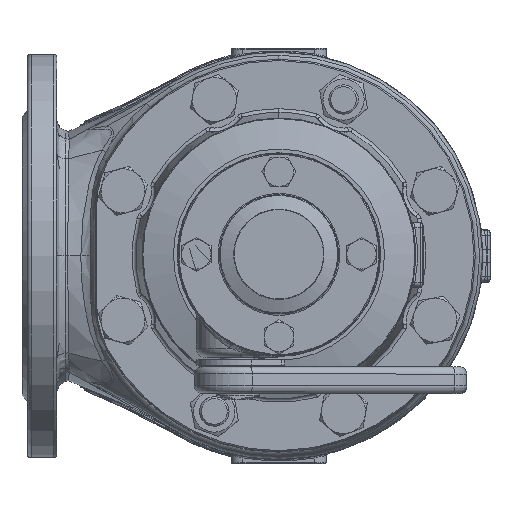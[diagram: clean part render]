
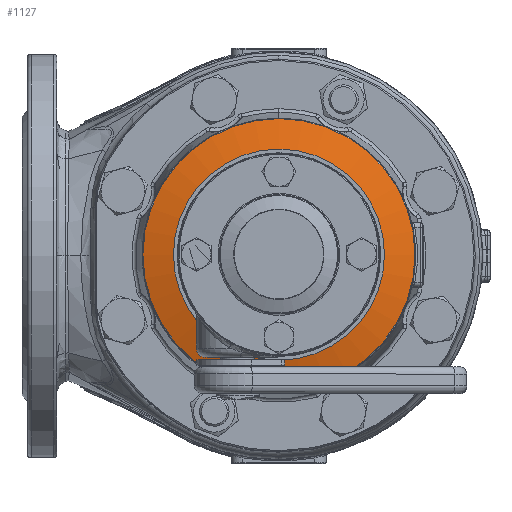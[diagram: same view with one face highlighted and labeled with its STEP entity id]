
A CAD part, top view. The second image highlights one B-rep face of the part: STEP entity #1127.
In plain terms, the highlighted conical face has half-angle 75 degrees and reference radius 57.5 mm.
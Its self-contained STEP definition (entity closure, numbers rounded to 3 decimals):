
#958=CARTESIAN_POINT('',(0.,-74.129,417.781));
#959=VERTEX_POINT('',#958);
#986=CARTESIAN_POINT('',(0.,74.129,417.781));
#987=VERTEX_POINT('',#986);
#988=CARTESIAN_POINT('',(0.,-0.,417.781));
#989=DIRECTION('',(0.,-0.,1.));
#990=DIRECTION('',(-0.,-1.,-0.));
#991=AXIS2_PLACEMENT_3D('',#988,#989,#990);
#992=CIRCLE('',#991,74.129);
#993=EDGE_CURVE('NONE',#987,#959,#992,.T.);
#995=CARTESIAN_POINT('',(0.,-0.,417.781));
#996=DIRECTION('',(0.,-0.,1.));
#997=DIRECTION('',(-0.,-1.,-0.));
#998=AXIS2_PLACEMENT_3D('',#995,#996,#997);
#999=CIRCLE('',#998,74.129);
#1000=EDGE_CURVE('NONE',#959,#987,#999,.T.);
#1093=CARTESIAN_POINT('',(0.,-0.,422.237));
#1094=DIRECTION('',(-0.,0.,-1.));
#1095=DIRECTION('',(0.,1.,0.));
#1096=AXIS2_PLACEMENT_3D('',#1093,#1094,#1095);
#1097=CONICAL_SURFACE('',#1096,57.5,75.);
#1098=CARTESIAN_POINT('',(0.,57.5,422.237));
#1099=VERTEX_POINT('',#1098);
#1100=CARTESIAN_POINT('',(0.,74.129,417.781));
#1101=DIRECTION('',(-0.,-0.966,0.259));
#1102=VECTOR('',#1101,17.216);
#1103=LINE('',#1100,#1102);
#1104=EDGE_CURVE('',#987,#1099,#1103,.T.);
#1105=ORIENTED_EDGE('',*,*,#1104,.T.);
#1106=CARTESIAN_POINT('',(0.,-57.5,422.237));
#1107=VERTEX_POINT('',#1106);
#1108=CARTESIAN_POINT('',(0.,-0.,422.237));
#1109=DIRECTION('',(-0.,0.,-1.));
#1110=DIRECTION('',(0.,1.,0.));
#1111=AXIS2_PLACEMENT_3D('',#1108,#1109,#1110);
#1112=CIRCLE('',#1111,57.5);
#1113=EDGE_CURVE('NONE',#1099,#1107,#1112,.T.);
#1114=ORIENTED_EDGE('',*,*,#1113,.T.);
#1115=CARTESIAN_POINT('',(0.,-0.,422.237));
#1116=DIRECTION('',(-0.,0.,-1.));
#1117=DIRECTION('',(0.,1.,0.));
#1118=AXIS2_PLACEMENT_3D('',#1115,#1116,#1117);
#1119=CIRCLE('',#1118,57.5);
#1120=EDGE_CURVE('NONE',#1107,#1099,#1119,.T.);
#1121=ORIENTED_EDGE('',*,*,#1120,.T.);
#1122=ORIENTED_EDGE('',*,*,#1104,.F.);
#1123=ORIENTED_EDGE('',*,*,#993,.T.);
#1124=ORIENTED_EDGE('',*,*,#1000,.T.);
#1125=EDGE_LOOP('',(#1105,#1114,#1121,#1122,#1123,#1124));
#1126=FACE_BOUND('',#1125,.T.);
#1127=ADVANCED_FACE('NONE',(#1126),#1097,.T.);
